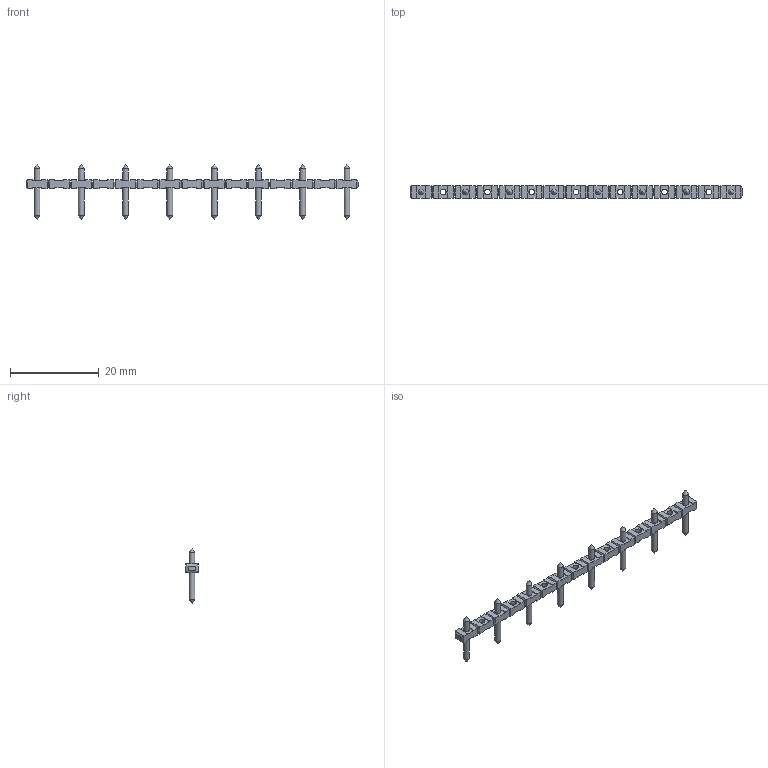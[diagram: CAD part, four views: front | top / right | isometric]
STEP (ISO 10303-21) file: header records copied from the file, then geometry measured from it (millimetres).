
FILE_DESCRIPTION(('STEP AP214'),'1');
FILE_NAME('PVS08-10.stp','2018-11-21T09:32:42',(' '),(' '),'Spatial InterOp 3D',' ',' ');
FILE_SCHEMA(('AUTOMOTIVE_DESIGN { 1 0 10303 214 1 1 1 1 }'));
Length unit declared in the file: metre
Products named in the file (1): 1
Bounding box: 75 x 2.8 x 12.5 mm (x, y, z)
Volume: 457.6 mm3; surface area: 1124.3 mm2
Topology: 1 solids, 1 shells, 341 faces, 856 edges, 517 vertices
Faces by surface type: plane 302, cylinder 23, cone 16
Full cylindrical faces by diameter (mm): 1.3 x23
Entity records: 12027 total; most frequent: CARTESIAN_POINT 1598, ORIENTED_EDGE 1540, DIRECTION 1500, EDGE_CURVE 770, LINE 724, VECTOR 724, VERTEX_POINT 486, EDGE_LOOP 394
